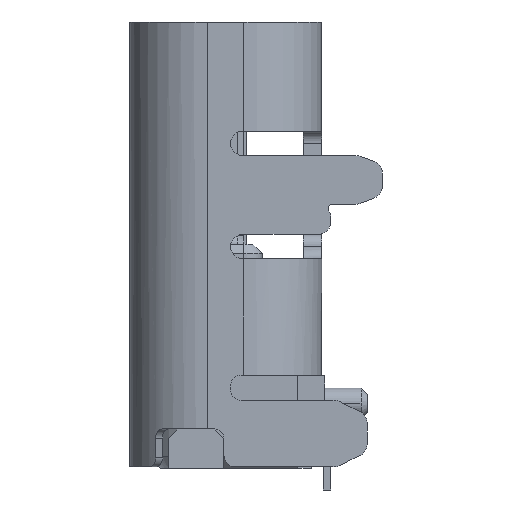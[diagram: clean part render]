
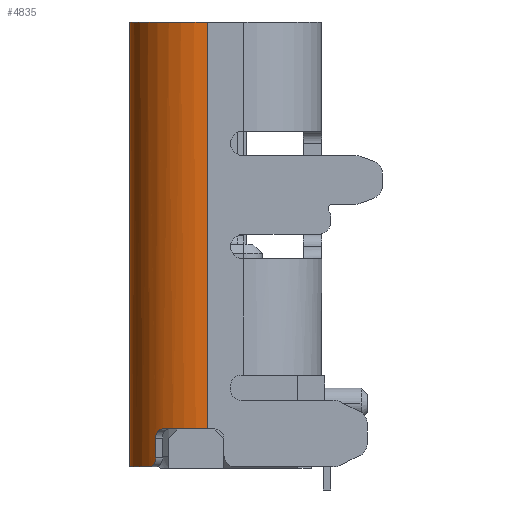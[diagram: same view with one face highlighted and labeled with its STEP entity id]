
A CAD part, left-side view. The second image highlights one B-rep face of the part: STEP entity #4835.
In plain terms, the highlighted cylindrical face has radius 1.28 mm (diameter 2.56 mm), a partial arc.
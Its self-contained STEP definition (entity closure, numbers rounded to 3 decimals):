
#343 = EDGE_CURVE ( 'NONE', #12314, #19242, #7312, .T. ) ;
#437 = CARTESIAN_POINT ( 'NONE',  ( -3.19, 2.03, -3.125 ) ) ;
#545 = VECTOR ( 'NONE', #20472, 1000. ) ;
#565 = FACE_OUTER_BOUND ( 'NONE', #9688, .T. ) ;
#594 = CARTESIAN_POINT ( 'NONE',  ( -3.19, 3.31, 3.855 ) ) ;
#639 = ORIENTED_EDGE ( 'NONE', *, *, #16027, .T. ) ;
#914 = CIRCLE ( 'NONE', #4471, 1.28 ) ;
#1173 = CARTESIAN_POINT ( 'NONE',  ( -4.237, 2.766, -2.85 ) ) ;
#1626 = DIRECTION ( 'NONE',  ( -1., 0., 0. ) ) ;
#3262 = CARTESIAN_POINT ( 'NONE',  ( -4.237, 2.766, -2.85 ) ) ;
#3400 = CARTESIAN_POINT ( 'NONE',  ( -4.18, 2.842, -2.883 ) ) ;
#3574 = CARTESIAN_POINT ( 'NONE',  ( -3.19, 2.03, 3.855 ) ) ;
#3664 = CARTESIAN_POINT ( 'NONE',  ( -4.095, 2.935, -3.45 ) ) ;
#4471 = AXIS2_PLACEMENT_3D ( 'NONE', #24753, #20663, #26710 ) ;
#4493 = CARTESIAN_POINT ( 'NONE',  ( -4.143, 2.885, -3. ) ) ;
#4835 = ADVANCED_FACE ( 'NONE', ( #565 ), #15151, .T. ) ;
#4944 = B_SPLINE_CURVE_WITH_KNOTS ( 'NONE', 3,
 ( #16295, #5874, #14065, #5345, #24687, #5740, #18097, #27049, #24546, #3664, #9872, #26785, #13795, #22283, #22708, #5470 ),
 .UNSPECIFIED., .F., .F.,
 ( 4, 3, 3, 3, 3, 4 ),
 ( 0., 0., 0., 0., 0., 0. ),
 .UNSPECIFIED. ) ;
#5345 = CARTESIAN_POINT ( 'NONE',  ( -4.137, 2.891, -3.374 ) ) ;
#5440 = EDGE_CURVE ( 'NONE', #18569, #12314, #5625, .T. ) ;
#5470 = CARTESIAN_POINT ( 'NONE',  ( -4.031, 2.995, -3.475 ) ) ;
#5625 = LINE ( 'NONE', #7829, #545 ) ;
#5734 = CARTESIAN_POINT ( 'NONE',  ( -4.198, 2.819, -2.864 ) ) ;
#5740 = CARTESIAN_POINT ( 'NONE',  ( -4.128, 2.901, -3.404 ) ) ;
#5874 = CARTESIAN_POINT ( 'NONE',  ( -4.143, 2.885, -3.341 ) ) ;
#6285 = CARTESIAN_POINT ( 'NONE',  ( -3.19, 2.03, -2.85 ) ) ;
#7312 = CIRCLE ( 'NONE', #9931, 1.28 ) ;
#7544 = CARTESIAN_POINT ( 'NONE',  ( -4.188, 2.831, -2.873 ) ) ;
#7562 = ORIENTED_EDGE ( 'NONE', *, *, #22001, .F. ) ;
#7685 = EDGE_CURVE ( 'NONE', #26665, #20830, #18435, .T. ) ;
#7741 = DIRECTION ( 'NONE',  ( 0., 0., -1. ) ) ;
#7829 = CARTESIAN_POINT ( 'NONE',  ( -3.19, 3.31, -3.125 ) ) ;
#7972 = VERTEX_POINT ( 'NONE', #23459 ) ;
#8113 = VECTOR ( 'NONE', #7741, 1000. ) ;
#8615 = DIRECTION ( 'NONE',  ( 1., 0., 0. ) ) ;
#8774 = CARTESIAN_POINT ( 'NONE',  ( -4.143, 2.885, -2.989 ) ) ;
#9048 = LINE ( 'NONE', #17551, #10062 ) ;
#9230 = CARTESIAN_POINT ( 'NONE',  ( -4.47, 2.03, 3.855 ) ) ;
#9688 = EDGE_LOOP ( 'NONE', ( #7562, #24631, #13867, #26477, #16366, #639, #17449, #24962 ) ) ;
#9737 = CARTESIAN_POINT ( 'NONE',  ( -4.158, 2.868, -2.921 ) ) ;
#9872 = CARTESIAN_POINT ( 'NONE',  ( -4.085, 2.945, -3.459 ) ) ;
#9931 = AXIS2_PLACEMENT_3D ( 'NONE', #3574, #22750, #1626 ) ;
#10062 = VECTOR ( 'NONE', #13493, 1000. ) ;
#11324 = CARTESIAN_POINT ( 'NONE',  ( -3.19, 3.31, -3.475 ) ) ;
#11805 = CIRCLE ( 'NONE', #26992, 1.28 ) ;
#12026 = EDGE_CURVE ( 'NONE', #7972, #18117, #11805, .T. ) ;
#12314 = VERTEX_POINT ( 'NONE', #594 ) ;
#12321 = EDGE_CURVE ( 'NONE', #7972, #19242, #9048, .T. ) ;
#13493 = DIRECTION ( 'NONE',  ( 0., 0., 1. ) ) ;
#13795 = CARTESIAN_POINT ( 'NONE',  ( -4.062, 2.967, -3.47 ) ) ;
#13867 = ORIENTED_EDGE ( 'NONE', *, *, #12321, .T. ) ;
#14065 = CARTESIAN_POINT ( 'NONE',  ( -4.141, 2.887, -3.358 ) ) ;
#14195 = CARTESIAN_POINT ( 'NONE',  ( -4.171, 2.852, -2.894 ) ) ;
#14442 = AXIS2_PLACEMENT_3D ( 'NONE', #437, #23814, #8615 ) ;
#14677 = CARTESIAN_POINT ( 'NONE',  ( -4.031, 2.995, -3.475 ) ) ;
#15151 = CYLINDRICAL_SURFACE ( 'NONE', #14442, 1.28 ) ;
#16027 = EDGE_CURVE ( 'NONE', #18569, #17413, #914, .T. ) ;
#16152 = CARTESIAN_POINT ( 'NONE',  ( -4.147, 2.88, -2.952 ) ) ;
#16295 = CARTESIAN_POINT ( 'NONE',  ( -4.143, 2.885, -3.325 ) ) ;
#16366 = ORIENTED_EDGE ( 'NONE', *, *, #5440, .F. ) ;
#17224 = CARTESIAN_POINT ( 'NONE',  ( -4.143, 2.885, -3. ) ) ;
#17413 = VERTEX_POINT ( 'NONE', #14677 ) ;
#17449 = ORIENTED_EDGE ( 'NONE', *, *, #24778, .F. ) ;
#17551 = CARTESIAN_POINT ( 'NONE',  ( -4.47, 2.03, -3.125 ) ) ;
#18093 = CARTESIAN_POINT ( 'NONE',  ( -4.227, 2.78, -2.85 ) ) ;
#18097 = CARTESIAN_POINT ( 'NONE',  ( -4.121, 2.909, -3.417 ) ) ;
#18117 = VERTEX_POINT ( 'NONE', #3262 ) ;
#18232 = CARTESIAN_POINT ( 'NONE',  ( -4.152, 2.875, -2.936 ) ) ;
#18435 = LINE ( 'NONE', #26982, #8113 ) ;
#18569 = VERTEX_POINT ( 'NONE', #11324 ) ;
#19242 = VERTEX_POINT ( 'NONE', #9230 ) ;
#19488 = DIRECTION ( 'NONE',  ( 0., 0., -1. ) ) ;
#20326 = CARTESIAN_POINT ( 'NONE',  ( -4.208, 2.807, -2.859 ) ) ;
#20472 = DIRECTION ( 'NONE',  ( 0., 0., 1. ) ) ;
#20663 = DIRECTION ( 'NONE',  ( 0., 0., 1. ) ) ;
#20830 = VERTEX_POINT ( 'NONE', #22556 ) ;
#20909 = B_SPLINE_CURVE_WITH_KNOTS ( 'NONE', 3,
 ( #1173, #18093, #26649, #20326, #5734, #7544, #3400, #14195, #24540, #9737, #18232, #16152, #22702, #24682, #8774, #4493 ),
 .UNSPECIFIED., .F., .F.,
 ( 4, 3, 3, 3, 3, 4 ),
 ( 0., 0., 0., 0., 0., 0. ),
 .UNSPECIFIED. ) ;
#22001 = EDGE_CURVE ( 'NONE', #18117, #26665, #20909, .T. ) ;
#22283 = CARTESIAN_POINT ( 'NONE',  ( -4.052, 2.977, -3.473 ) ) ;
#22556 = CARTESIAN_POINT ( 'NONE',  ( -4.143, 2.885, -3.325 ) ) ;
#22702 = CARTESIAN_POINT ( 'NONE',  ( -4.145, 2.882, -2.969 ) ) ;
#22708 = CARTESIAN_POINT ( 'NONE',  ( -4.041, 2.986, -3.475 ) ) ;
#22750 = DIRECTION ( 'NONE',  ( 0., 0., 1. ) ) ;
#23459 = CARTESIAN_POINT ( 'NONE',  ( -4.47, 2.03, -2.85 ) ) ;
#23814 = DIRECTION ( 'NONE',  ( 0., 0., 1. ) ) ;
#24540 = CARTESIAN_POINT ( 'NONE',  ( -4.164, 2.861, -2.907 ) ) ;
#24546 = CARTESIAN_POINT ( 'NONE',  ( -4.105, 2.925, -3.441 ) ) ;
#24631 = ORIENTED_EDGE ( 'NONE', *, *, #12026, .F. ) ;
#24682 = CARTESIAN_POINT ( 'NONE',  ( -4.143, 2.884, -2.979 ) ) ;
#24687 = CARTESIAN_POINT ( 'NONE',  ( -4.133, 2.895, -3.389 ) ) ;
#24753 = CARTESIAN_POINT ( 'NONE',  ( -3.19, 2.03, -3.475 ) ) ;
#24778 = EDGE_CURVE ( 'NONE', #20830, #17413, #4944, .T. ) ;
#24962 = ORIENTED_EDGE ( 'NONE', *, *, #7685, .F. ) ;
#26477 = ORIENTED_EDGE ( 'NONE', *, *, #343, .F. ) ;
#26649 = CARTESIAN_POINT ( 'NONE',  ( -4.217, 2.794, -2.853 ) ) ;
#26665 = VERTEX_POINT ( 'NONE', #17224 ) ;
#26710 = DIRECTION ( 'NONE',  ( 1., 0., 0. ) ) ;
#26785 = CARTESIAN_POINT ( 'NONE',  ( -4.074, 2.956, -3.466 ) ) ;
#26982 = CARTESIAN_POINT ( 'NONE',  ( -4.143, 2.885, -2.85 ) ) ;
#26992 = AXIS2_PLACEMENT_3D ( 'NONE', #6285, #19488, #27483 ) ;
#27049 = CARTESIAN_POINT ( 'NONE',  ( -4.114, 2.916, -3.43 ) ) ;
#27483 = DIRECTION ( 'NONE',  ( -1., 0., 0. ) ) ;
